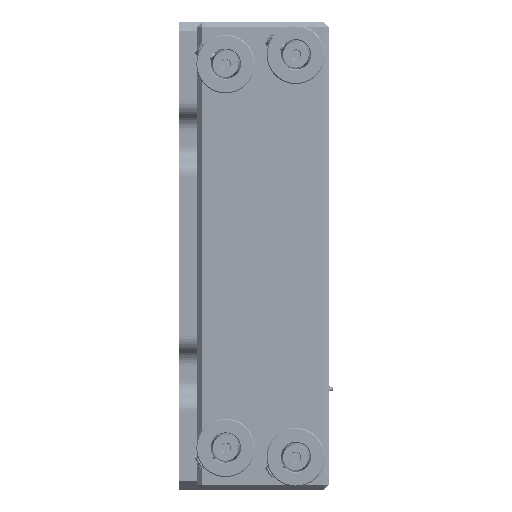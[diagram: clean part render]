
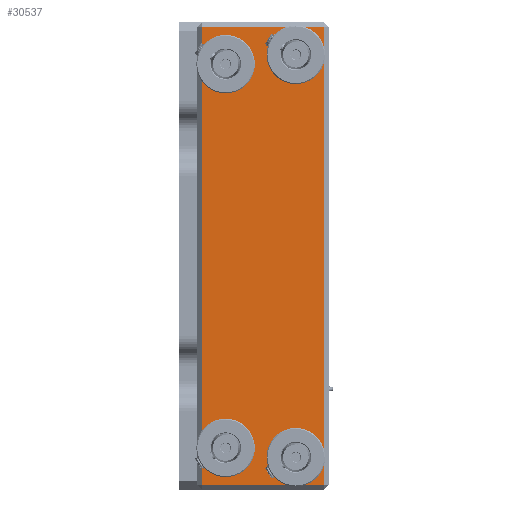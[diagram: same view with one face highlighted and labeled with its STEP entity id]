
A CAD part, left-side view. The second image highlights one B-rep face of the part: STEP entity #30537.
In plain terms, the highlighted planar face has unit normal (-1, 0, 0).
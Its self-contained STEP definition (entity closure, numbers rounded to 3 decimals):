
#1241=CIRCLE('',#32239,5.25);
#1242=CIRCLE('',#32240,5.25);
#1243=CIRCLE('',#32241,5.25);
#1244=CIRCLE('',#32242,5.25);
#1245=CIRCLE('',#32243,5.25);
#1246=CIRCLE('',#32244,5.25);
#1876=FACE_BOUND('',#6777,.T.);
#1877=FACE_BOUND('',#6778,.T.);
#4980=FACE_OUTER_BOUND('',#6776,.T.);
#6776=EDGE_LOOP('',(#24425,#24426,#24427,#24428,#24429,#24430,#24431,#24432,
#24433,#24434));
#6777=EDGE_LOOP('',(#24435));
#6778=EDGE_LOOP('',(#24436));
#9038=LINE('',#50298,#11041);
#9039=LINE('',#50300,#11042);
#9040=LINE('',#50302,#11043);
#9041=LINE('',#50304,#11044);
#9042=LINE('',#50306,#11045);
#9043=LINE('',#50311,#11046);
#11041=VECTOR('',#36739,10.);
#11042=VECTOR('',#36740,10.);
#11043=VECTOR('',#36741,10.);
#11044=VECTOR('',#36742,10.);
#11045=VECTOR('',#36743,10.);
#11046=VECTOR('',#36748,10.);
#13188=VERTEX_POINT('',#50292);
#13189=VERTEX_POINT('',#50293);
#13190=VERTEX_POINT('',#50295);
#13191=VERTEX_POINT('',#50297);
#13192=VERTEX_POINT('',#50299);
#13193=VERTEX_POINT('',#50301);
#13194=VERTEX_POINT('',#50303);
#13195=VERTEX_POINT('',#50305);
#13196=VERTEX_POINT('',#50307);
#13197=VERTEX_POINT('',#50309);
#13198=VERTEX_POINT('',#50312);
#13199=VERTEX_POINT('',#50314);
#17288=EDGE_CURVE('',#13188,#13189,#1241,.T.);
#17289=EDGE_CURVE('',#13189,#13190,#1242,.T.);
#17290=EDGE_CURVE('',#13191,#13190,#9038,.T.);
#17291=EDGE_CURVE('',#13192,#13191,#9039,.T.);
#17292=EDGE_CURVE('',#13193,#13192,#9040,.T.);
#17293=EDGE_CURVE('',#13194,#13193,#9041,.T.);
#17294=EDGE_CURVE('',#13195,#13194,#9042,.T.);
#17295=EDGE_CURVE('',#13195,#13196,#1243,.T.);
#17296=EDGE_CURVE('',#13196,#13197,#1244,.T.);
#17297=EDGE_CURVE('',#13188,#13197,#9043,.T.);
#17298=EDGE_CURVE('',#13198,#13198,#1245,.T.);
#17299=EDGE_CURVE('',#13199,#13199,#1246,.T.);
#24425=ORIENTED_EDGE('',*,*,#17288,.T.);
#24426=ORIENTED_EDGE('',*,*,#17289,.T.);
#24427=ORIENTED_EDGE('',*,*,#17290,.F.);
#24428=ORIENTED_EDGE('',*,*,#17291,.F.);
#24429=ORIENTED_EDGE('',*,*,#17292,.F.);
#24430=ORIENTED_EDGE('',*,*,#17293,.F.);
#24431=ORIENTED_EDGE('',*,*,#17294,.F.);
#24432=ORIENTED_EDGE('',*,*,#17295,.T.);
#24433=ORIENTED_EDGE('',*,*,#17296,.T.);
#24434=ORIENTED_EDGE('',*,*,#17297,.F.);
#24435=ORIENTED_EDGE('',*,*,#17298,.T.);
#24436=ORIENTED_EDGE('',*,*,#17299,.T.);
#29438=PLANE('',#32238);
#30537=ADVANCED_FACE('',(#4980,#1876,#1877),#29438,.T.);
#32238=AXIS2_PLACEMENT_3D('',#50291,#36733,#36734);
#32239=AXIS2_PLACEMENT_3D('',#50294,#36735,#36736);
#32240=AXIS2_PLACEMENT_3D('',#50296,#36737,#36738);
#32241=AXIS2_PLACEMENT_3D('',#50308,#36744,#36745);
#32242=AXIS2_PLACEMENT_3D('',#50310,#36746,#36747);
#32243=AXIS2_PLACEMENT_3D('',#50313,#36749,#36750);
#32244=AXIS2_PLACEMENT_3D('',#50315,#36751,#36752);
#36733=DIRECTION('center_axis',(-1.,0.,0.));
#36734=DIRECTION('ref_axis',(0.,0.,1.));
#36735=DIRECTION('center_axis',(1.,0.,0.));
#36736=DIRECTION('ref_axis',(0.,0.,1.));
#36737=DIRECTION('center_axis',(1.,0.,0.));
#36738=DIRECTION('ref_axis',(0.,0.,1.));
#36739=DIRECTION('',(0.,0.,1.));
#36740=DIRECTION('',(0.,1.,0.));
#36741=DIRECTION('',(0.,0.,-1.));
#36742=DIRECTION('',(0.,-1.,0.));
#36743=DIRECTION('',(0.,0.,1.));
#36744=DIRECTION('center_axis',(1.,0.,0.));
#36745=DIRECTION('ref_axis',(0.,0.,1.));
#36746=DIRECTION('center_axis',(1.,0.,0.));
#36747=DIRECTION('ref_axis',(0.,0.,1.));
#36748=DIRECTION('',(0.,0.,1.));
#36749=DIRECTION('center_axis',(1.,0.,0.));
#36750=DIRECTION('ref_axis',(0.,0.,1.));
#36751=DIRECTION('center_axis',(1.,0.,0.));
#36752=DIRECTION('ref_axis',(0.,0.,1.));
#50291=CARTESIAN_POINT('Origin',(-82.187,3.241,41.418));
#50292=CARTESIAN_POINT('',(-82.187,15.241,2.019));
#50293=CARTESIAN_POINT('',(-82.187,10.241,-4.832));
#50294=CARTESIAN_POINT('Origin',(-82.187,10.241,0.418));
#50295=CARTESIAN_POINT('',(-82.187,15.241,-1.182));
#50296=CARTESIAN_POINT('Origin',(-82.187,10.241,0.418));
#50297=CARTESIAN_POINT('',(-82.187,15.241,-7.582));
#50298=CARTESIAN_POINT('',(-82.187,15.241,66.418));
#50299=CARTESIAN_POINT('',(-82.187,-10.759,-7.582));
#50300=CARTESIAN_POINT('',(-82.187,10.741,-7.582));
#50301=CARTESIAN_POINT('',(-82.187,-10.759,90.418));
#50302=CARTESIAN_POINT('',(-82.187,-10.759,16.418));
#50303=CARTESIAN_POINT('',(-82.187,15.241,90.418));
#50304=CARTESIAN_POINT('',(-82.187,-4.259,90.418));
#50305=CARTESIAN_POINT('',(-82.187,15.241,84.019));
#50306=CARTESIAN_POINT('',(-82.187,15.241,66.418));
#50307=CARTESIAN_POINT('',(-82.187,10.241,77.168));
#50308=CARTESIAN_POINT('Origin',(-82.187,10.241,82.418));
#50309=CARTESIAN_POINT('',(-82.187,15.241,80.818));
#50310=CARTESIAN_POINT('Origin',(-82.187,10.241,82.418));
#50311=CARTESIAN_POINT('',(-82.187,15.241,66.418));
#50312=CARTESIAN_POINT('',(-82.187,-4.759,79.168));
#50313=CARTESIAN_POINT('Origin',(-82.187,-4.759,84.418));
#50314=CARTESIAN_POINT('',(-82.187,-4.759,-6.832));
#50315=CARTESIAN_POINT('Origin',(-82.187,-4.759,-1.582));
